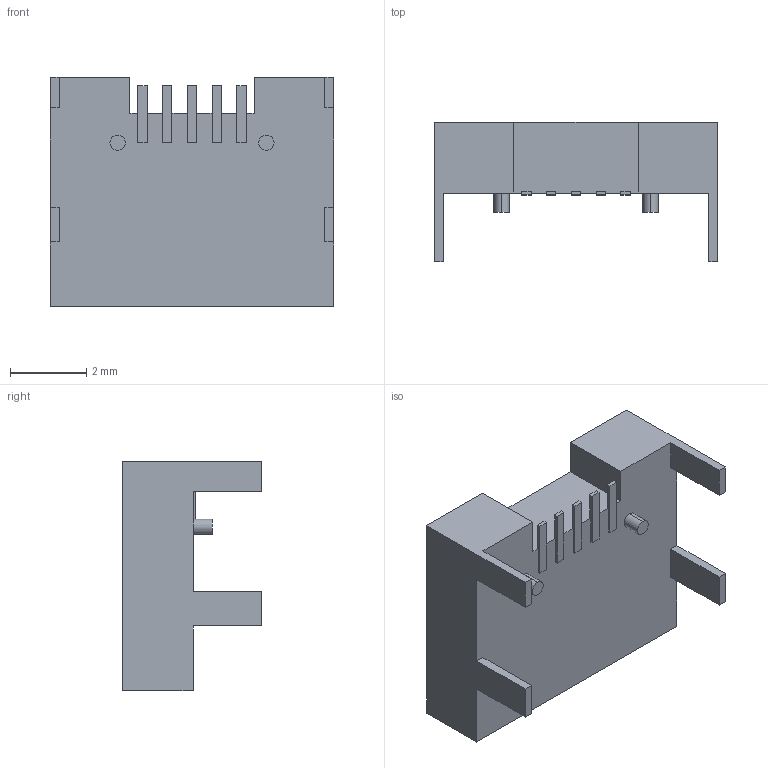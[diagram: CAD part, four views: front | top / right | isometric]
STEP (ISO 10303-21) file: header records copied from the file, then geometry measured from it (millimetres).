
FILE_DESCRIPTION (( 'STEP AP214' ), '1' );
FILE_NAME ('USB_micro.STEP', '2023-01-26T12:57:45', ( '' ), ( '' ), 'SwSTEP 2.0', 'SolidWorks 2020', '' );
FILE_SCHEMA (( 'AUTOMOTIVE_DESIGN' ));
Length unit declared in the file: millimetre
Products named in the file (1): USB_micro
Bounding box: 7.42 x 3.66 x 6.02 mm (x, y, z)
Volume: 79 mm3; surface area: 156.5 mm2
Topology: 1 solids, 1 shells, 60 faces, 168 edges, 112 vertices
Faces by surface type: plane 56, cylinder 4
Entity records: 1934 total; most frequent: CARTESIAN_POINT 341, ORIENTED_EDGE 336, DIRECTION 298, EDGE_CURVE 168, VECTOR 160, LINE 160, VERTEX_POINT 112, AXIS2_PLACEMENT_3D 69
